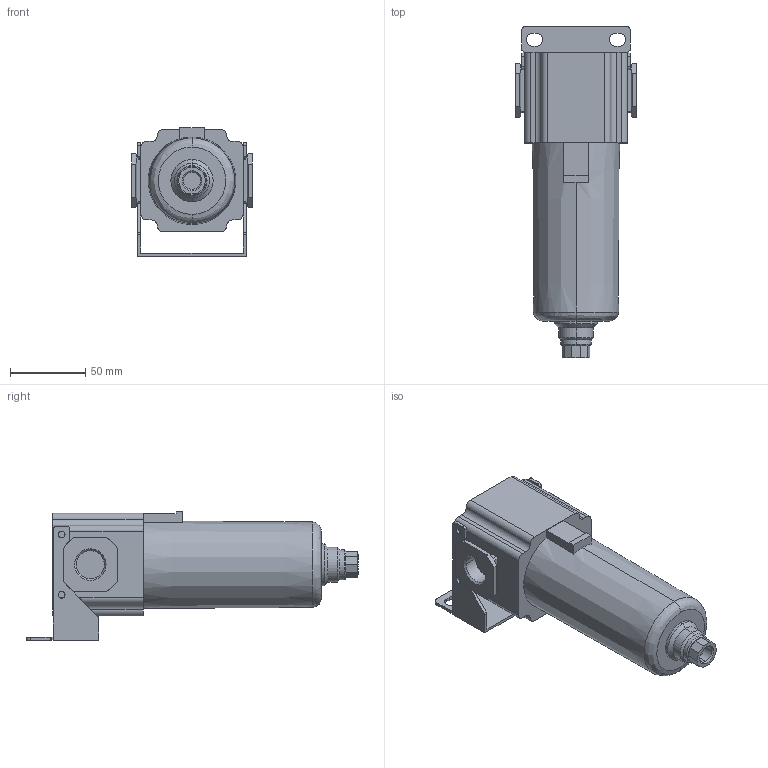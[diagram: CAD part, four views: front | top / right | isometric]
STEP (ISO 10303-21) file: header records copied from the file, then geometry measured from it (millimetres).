
FILE_DESCRIPTION (( 'STEP AP214' ), '1' );
FILE_NAME ('AC-444-AN.step', '2019-06-05T11:17:14', ( '' ), ( '' ), 'SwSTEP 2.0', 'SolidWorks 2018', '' );
FILE_SCHEMA (( 'AUTOMOTIVE_DESIGN' ));
Length unit declared in the file: inch
Products named in the file (1): AC-444-AN
Bounding box: 80 x 220 x 85 mm (x, y, z)
Volume: 586838.7 mm3; surface area: 60727.2 mm2
Topology: 1 solids, 1 shells, 166 faces, 452 edges, 290 vertices
Faces by surface type: plane 102, cylinder 48, cone 14, bspline 2
Entity records: 5296 total; most frequent: CARTESIAN_POINT 951, ORIENTED_EDGE 904, DIRECTION 898, EDGE_CURVE 452, LINE 328, VECTOR 328, VERTEX_POINT 290, AXIS2_PLACEMENT_3D 285
